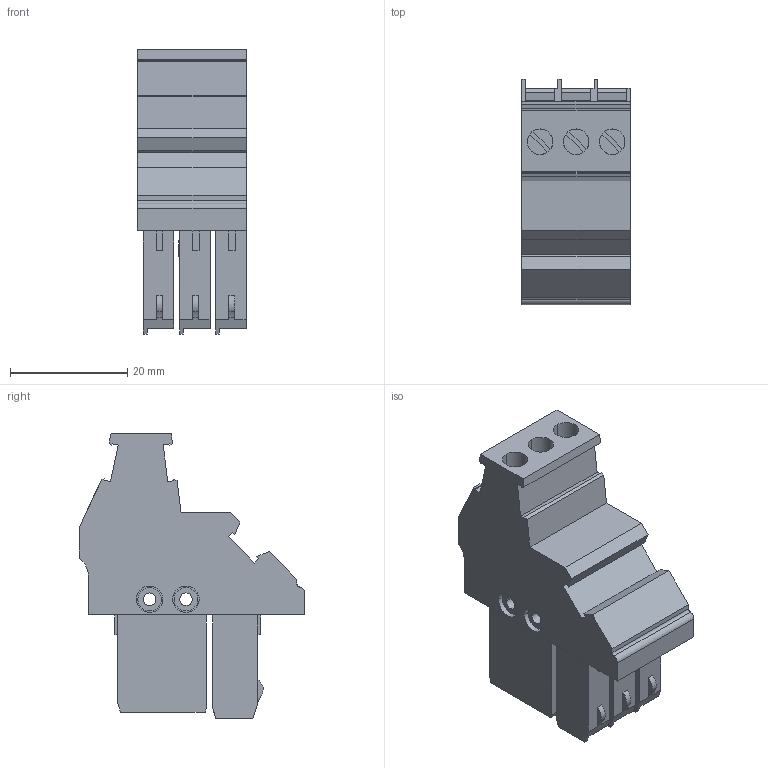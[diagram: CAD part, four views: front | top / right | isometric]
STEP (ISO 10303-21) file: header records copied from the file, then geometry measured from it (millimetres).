
FILE_DESCRIPTION(('Creo Elements/Direct Modeling STEP Export'),'2;1');
FILE_NAME('model.stp','2019-03-21T 8:58:18',(''),(''),'Creo Elements/Direct Modeling STEP processor for AP214 (Solid Model)','Creo Elements/Direct Modeling 20.1A 29-Sep-2018 (C) Parametric Technology GmbH','');
FILE_SCHEMA(('AUTOMOTIVE_DESIGN { 1 0 10303 214 1 1 1 1 }'));
Length unit declared in the file: millimetre
Products named in the file (2): UPCT_4_3-select
Assembly tree (1 placements, depth 2):
  UPCT_4_3-select
    UPCT_4_3-select
Bounding box: 18.45 x 38.45 x 48.48 mm (x, y, z)
Volume: 16985.4 mm3; surface area: 9357.1 mm2
Topology: 1 solids, 1 shells, 473 faces, 1315 edges, 871 vertices
Faces by surface type: plane 350, cylinder 107, bspline 12, torus 4
Entity records: 24776 total; most frequent: CARTESIAN_POINT 8786, ORIENTED_EDGE 2630, DIRECTION 2366, EDGE_CURVE 1315, VECTOR 1026, LINE 1026, VERTEX_POINT 871, AXIS2_PLACEMENT_3D 670
